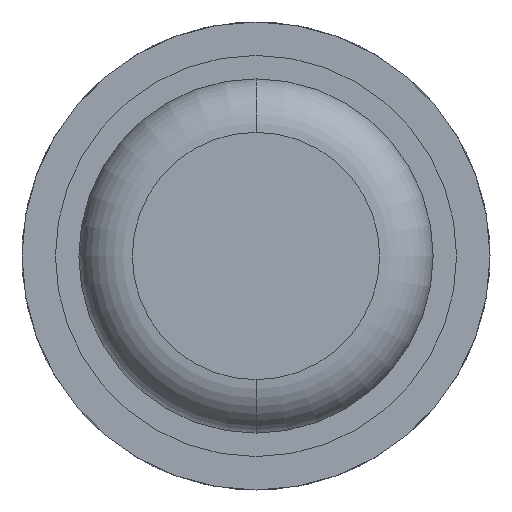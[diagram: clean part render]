
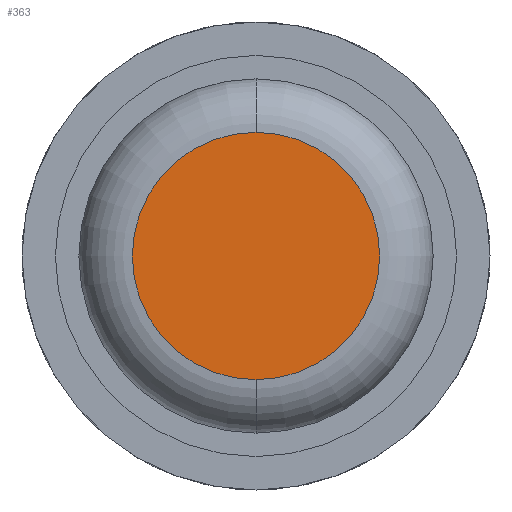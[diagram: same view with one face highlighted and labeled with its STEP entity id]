
A CAD part, front view. The second image highlights one B-rep face of the part: STEP entity #363.
In plain terms, the highlighted planar face has unit normal (0, -1, 0).
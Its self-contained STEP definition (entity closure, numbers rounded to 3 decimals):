
#31 = CARTESIAN_POINT ( 'NONE',  ( 0., -10., 0. ) ) ;
#85 = AXIS2_PLACEMENT_3D ( 'NONE', #31, #965, #1963 ) ;
#363 = ADVANCED_FACE ( 'Defeature ausgef�hrt1_87', ( #1439 ), #3631, .T. ) ;
#965 = DIRECTION ( 'NONE',  ( 0., -1., 0. ) ) ;
#1439 = FACE_OUTER_BOUND ( 'NONE', #3446, .T. ) ;
#1619 = CARTESIAN_POINT ( 'NONE',  ( 0., -10., -0.925 ) ) ;
#1689 = CARTESIAN_POINT ( 'NONE',  ( -1.325, -10., 0. ) ) ;
#1963 = DIRECTION ( 'NONE',  ( 0., 0., -1. ) ) ;
#2050 = DIRECTION ( 'NONE',  ( 0., -1., 0. ) ) ;
#2180 = CARTESIAN_POINT ( 'NONE',  ( 0., -10., 0.925 ) ) ;
#2416 = CIRCLE ( 'NONE', #5560, 0.925 ) ;
#2581 = CIRCLE ( 'NONE', #85, 0.925 ) ;
#3446 = EDGE_LOOP ( 'NONE', ( #4452, #5063 ) ) ;
#3631 = PLANE ( 'NONE',  #5851 ) ;
#3849 = VERTEX_POINT ( 'NONE', #1619 ) ;
#3896 = DIRECTION ( 'NONE',  ( 0., 0., -1. ) ) ;
#4025 = VERTEX_POINT ( 'NONE', #2180 ) ;
#4084 = DIRECTION ( 'NONE',  ( 0., 0., -1. ) ) ;
#4452 = ORIENTED_EDGE ( 'NONE', *, *, #6037, .T. ) ;
#5030 = DIRECTION ( 'NONE',  ( 0., -1., 0. ) ) ;
#5063 = ORIENTED_EDGE ( 'NONE', *, *, #5448, .T. ) ;
#5318 = CARTESIAN_POINT ( 'NONE',  ( 0., -10., 0. ) ) ;
#5448 = EDGE_CURVE ( 'Defeature ausgef�hrt1_87+Defeature ausgef�hrt1_95+Defeature ausgef�hrt1_95+Defeature ausgef�hrt1_95', #4025, #3849, #2581, .T. ) ;
#5560 = AXIS2_PLACEMENT_3D ( 'NONE', #5318, #2050, #3896 ) ;
#5851 = AXIS2_PLACEMENT_3D ( 'NONE', #1689, #5030, #4084 ) ;
#6037 = EDGE_CURVE ( 'Defeature ausgef�hrt1_87+Defeature ausgef�hrt1_95+Defeature ausgef�hrt1_95+Defeature ausgef�hrt1_95', #3849, #4025, #2416, .T. ) ;
